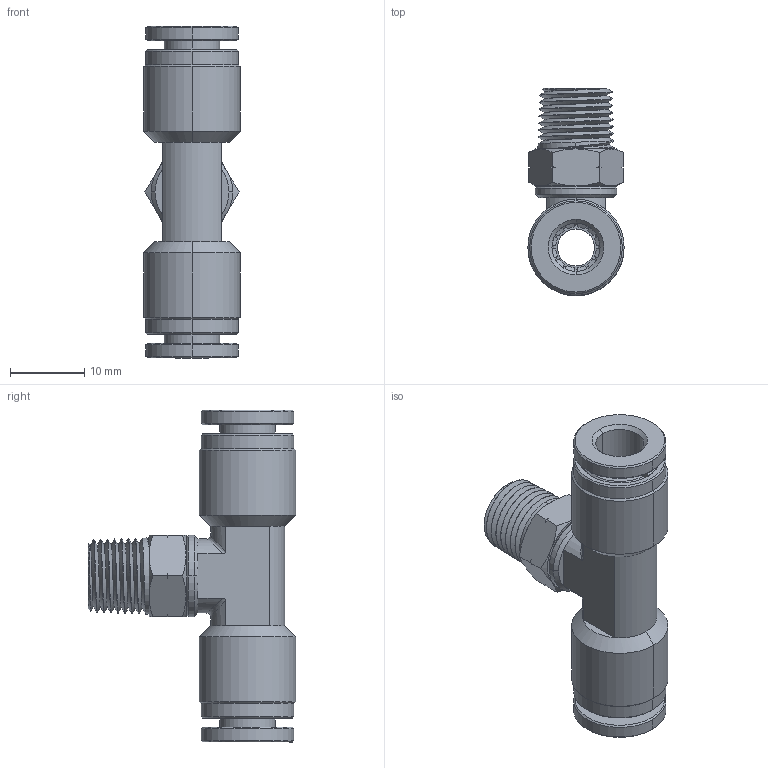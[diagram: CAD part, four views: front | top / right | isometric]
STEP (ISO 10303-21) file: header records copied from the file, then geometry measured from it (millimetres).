
FILE_DESCRIPTION (( 'STEP AP214' ), '1' );
FILE_NAME ('BTS1-4N1-8W.STEP', '2018-07-24T19:22:24', ( '' ), ( '' ), 'SwSTEP 2.0', 'SolidWorks 2016', '' );
FILE_SCHEMA (( 'AUTOMOTIVE_DESIGN' ));
Length unit declared in the file: millimetre
Products named in the file (1): BTS1-4N1-8W
Bounding box: 13 x 28 x 44.81 mm (x, y, z)
Volume: 4000.4 mm3; surface area: 7302.6 mm2
Topology: 12 solids, 12 shells, 788 faces, 2130 edges, 1378 vertices
Faces by surface type: cone 290, plane 268, cylinder 146, bspline 80, torus 4
Entity records: 38546 total; most frequent: CARTESIAN_POINT 11196, ORIENTED_EDGE 4260, DIRECTION 3440, EDGE_CURVE 2130, AXIS2_PLACEMENT_3D 1402, VERTEX_POINT 1378, EDGE_LOOP 826, UNCERTAINTY_MEASURE_WITH_UNIT 802
